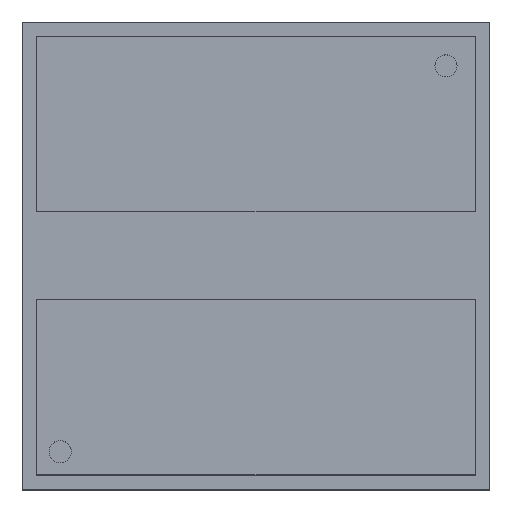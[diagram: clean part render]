
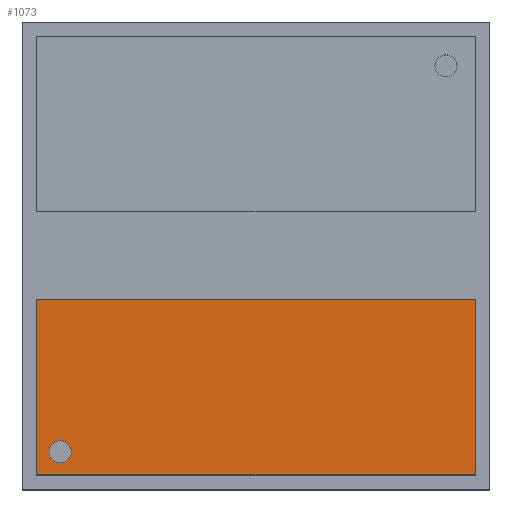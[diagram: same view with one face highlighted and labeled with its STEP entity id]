
A CAD part, top view. The second image highlights one B-rep face of the part: STEP entity #1073.
In plain terms, the highlighted face is planar.
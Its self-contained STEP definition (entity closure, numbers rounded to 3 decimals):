
#952=DIRECTION('',(-1.,0.,0.));
#953=VECTOR('',#952,0.6);
#954=CARTESIAN_POINT('',(-0.15,0.,-0.75));
#955=LINE('',#954,#953);
#956=DIRECTION('',(0.,0.,1.));
#957=VECTOR('',#956,1.5);
#958=CARTESIAN_POINT('',(-0.75,0.,-0.75));
#959=LINE('',#958,#957);
#960=DIRECTION('',(1.,0.,0.));
#961=VECTOR('',#960,0.6);
#962=CARTESIAN_POINT('',(-0.75,0.,0.75));
#963=LINE('',#962,#961);
#964=DIRECTION('',(0.,0.,-1.));
#965=VECTOR('',#964,1.5);
#966=CARTESIAN_POINT('',(-0.15,0.,0.75));
#967=LINE('',#966,#965);
#968=CARTESIAN_POINT('',(-0.67,0.,0.67));
#969=DIRECTION('',(0.,-1.,0.));
#970=DIRECTION('',(-1.,0.,0.));
#971=AXIS2_PLACEMENT_3D('',#968,#969,#970);
#973=CARTESIAN_POINT('',(-0.67,0.,0.67));
#974=DIRECTION('',(0.,-1.,0.));
#975=DIRECTION('',(1.,0.,0.));
#976=AXIS2_PLACEMENT_3D('',#973,#974,#975);
#1028=CARTESIAN_POINT('',(-0.15,0.,-0.75));
#1029=CARTESIAN_POINT('',(-0.75,0.,-0.75));
#1030=VERTEX_POINT('',#1028);
#1031=VERTEX_POINT('',#1029);
#1032=CARTESIAN_POINT('',(-0.75,0.,0.75));
#1033=VERTEX_POINT('',#1032);
#1034=CARTESIAN_POINT('',(-0.15,0.,0.75));
#1035=VERTEX_POINT('',#1034);
#1044=CARTESIAN_POINT('',(-0.708,0.,0.67));
#1045=CARTESIAN_POINT('',(-0.632,0.,0.67));
#1046=VERTEX_POINT('',#1044);
#1047=VERTEX_POINT('',#1045);
#1052=CARTESIAN_POINT('',(0.,0.,0.));
#1053=DIRECTION('',(0.,1.,0.));
#1054=DIRECTION('',(1.,0.,0.));
#1055=AXIS2_PLACEMENT_3D('',#1052,#1053,#1054);
#1056=PLANE('',#1055);
#1058=ORIENTED_EDGE('',*,*,#1057,.T.);
#1060=ORIENTED_EDGE('',*,*,#1059,.T.);
#1062=ORIENTED_EDGE('',*,*,#1061,.T.);
#1064=ORIENTED_EDGE('',*,*,#1063,.T.);
#1065=EDGE_LOOP('',(#1058,#1060,#1062,#1064));
#1066=FACE_OUTER_BOUND('',#1065,.F.);
#1068=ORIENTED_EDGE('',*,*,#1067,.T.);
#1070=ORIENTED_EDGE('',*,*,#1069,.T.);
#1071=EDGE_LOOP('',(#1068,#1070));
#1072=FACE_BOUND('',#1071,.F.);
#1073=ADVANCED_FACE('',(#1066,#1072),#1056,.F.);
#972=CIRCLE('',#971,0.038);
#977=CIRCLE('',#976,0.038);
#1057=EDGE_CURVE('',#1030,#1031,#955,.T.);
#1059=EDGE_CURVE('',#1031,#1033,#959,.T.);
#1061=EDGE_CURVE('',#1033,#1035,#963,.T.);
#1063=EDGE_CURVE('',#1035,#1030,#967,.T.);
#1067=EDGE_CURVE('',#1046,#1047,#972,.T.);
#1069=EDGE_CURVE('',#1047,#1046,#977,.T.);
